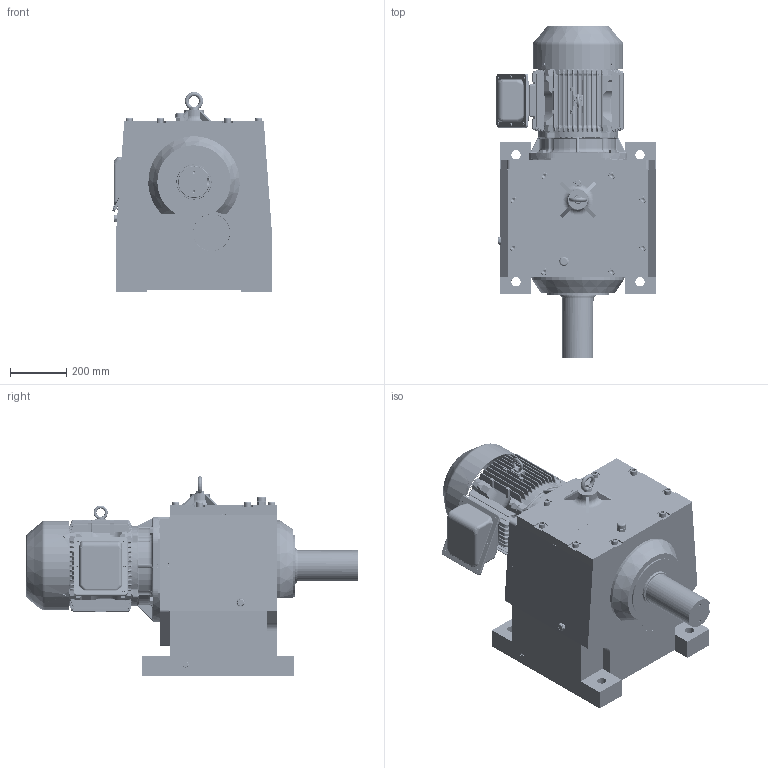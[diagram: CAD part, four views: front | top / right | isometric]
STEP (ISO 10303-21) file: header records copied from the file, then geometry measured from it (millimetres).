
FILE_DESCRIPTION(/* description */ ('Unknown'),/* implementation_level */ '2;1');
FILE_NAME(/* name */ 'EK2DO07272H001_HHM39_160M_CUSTOMER',/* time_stamp */ '2020-01-17T12:20:03+09:00',/* author */ ('Unknown'),/* organization */ ('Unknown'),/* preprocessor_version */ 'ST-DEVELOPER v16.7',/* originating_system */ 'DEX',/* authorisation */ $);
FILE_SCHEMA (('AUTOMOTIVE_DESIGN { 1 0 10303 214 3 1 1 }','AUTOMOTIVE_DESIGN {1 0 10303 214 3 1 1}'));
Products named in the file (1): EK2DO07261H001_HHM32_160M_CUSTOMER
Bounding box: 564.14 x 1177.2 x 708.79 mm (x, y, z)
Volume: 163479504 mm3; surface area: 3585551.8 mm2
Topology: 2 solids, 63 shells, 6664 faces, 17562 edges, 11069 vertices
Faces by surface type: cylinder 2604, plane 2364, bspline 1144, torus 284, cone 238, sphere 30
Full cylindrical faces by diameter (mm): 2.6 x4, 2.7 x4, 3 x1, 6 x16, 7 x6, 8 x6, 8.376 x12, 9 x1, 9.4 x1, 10.106 x3, 10.917 x4, 11 x4, 12 x8, 13.033 x1, 14.376 x21, 14.917 x33, 16 x135, 18 x19, 19.5 x1, 20.376 x22, 23 x1, 24 x14, 25 x1, 26 x7, 27 x1, 27.835 x16, 28 x1, 31.4 x1, 32 x8, 33 x4
Entity records: 268588 total; most frequent: CARTESIAN_POINT 85906, ORIENTED_EDGE 32882, DIRECTION 30930, EDGE_CURVE 16441, AXIS2_PLACEMENT_3D 11518, VERTEX_POINT 10517, LINE 7894, VECTOR 7894
